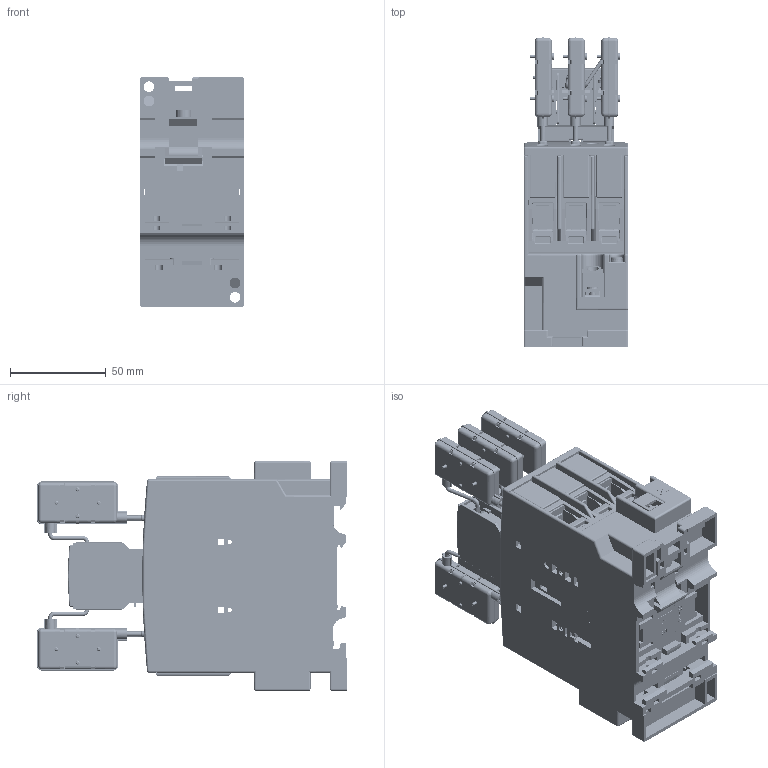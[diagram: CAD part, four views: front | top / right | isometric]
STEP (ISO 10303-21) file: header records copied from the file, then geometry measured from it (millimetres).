
FILE_DESCRIPTION (( 'STEP AP203' ), '1' );
FILE_NAME ('RADE KONCAR Capacitor contactors CNNK 40 N, CNNK 50 N & CNNK 60 N.STEP', '2021-12-03T09:53:13', ( '' ), ( '' ), 'SwSTEP 2.0', 'SolidWorks 2011', '' );
FILE_SCHEMA (( 'CONFIG_CONTROL_DESIGN' ));
Products named in the file (1): RADE KONCAR Capacitor contactors CNNK 40 N, CNNK 50 N & CNNK 60 N
Bounding box: 54.6 x 161.86 x 120.5 mm (x, y, z)
Volume: 219692.7 mm3; surface area: 244752.9 mm2
Topology: 72 solids, 72 shells, 11015 faces, 31035 edges, 19861 vertices
Faces by surface type: plane 7073, cylinder 2743, torus 437, bspline 401, cone 210, sphere 151
Entity records: 388148 total; most frequent: CARTESIAN_POINT 106012, ORIENTED_EDGE 61696, DIRECTION 55790, EDGE_CURVE 30848, LINE 22252, VECTOR 22252, VERTEX_POINT 19861, AXIS2_PLACEMENT_3D 16769
